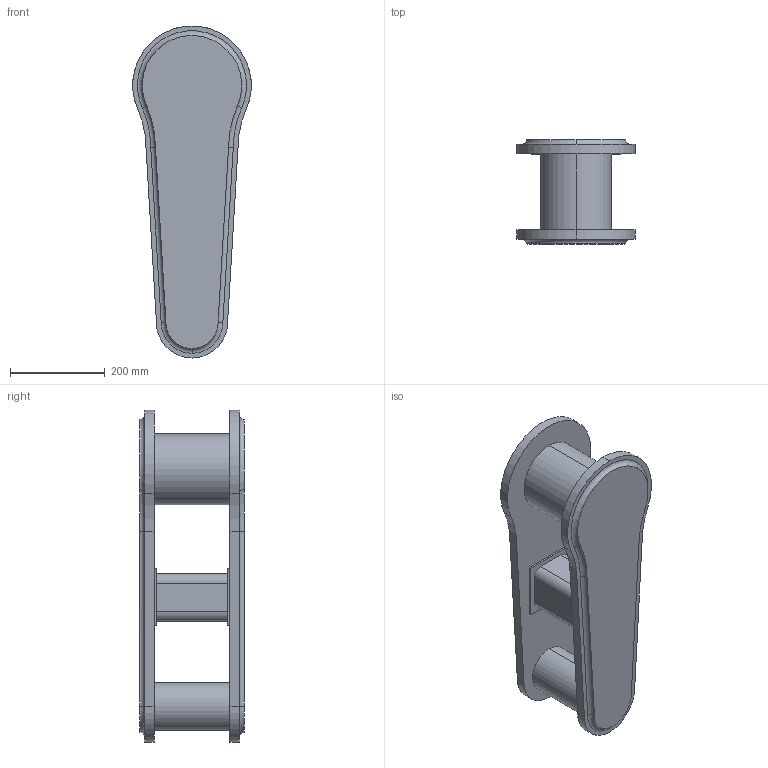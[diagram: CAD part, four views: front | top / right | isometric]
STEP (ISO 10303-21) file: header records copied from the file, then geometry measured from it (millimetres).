
FILE_DESCRIPTION (( 'STEP AP203' ), '1' );
FILE_NAME ('Pièce3_Défaut_sldprt.STEP', '2025-04-13T22:22:40', ( '' ), ( '' ), 'SwSTEP 2.0', 'SolidWorks 2024', '' );
FILE_SCHEMA (( 'CONFIG_CONTROL_DESIGN' ));
Length unit declared in the file: millimetre
Products named in the file (1): Pièce3_Défaut_sldprt
Bounding box: 249.32 x 220 x 700 mm (x, y, z)
Volume: 12652921.8 mm3; surface area: 700511.6 mm2
Topology: 1 solids, 1 shells, 60 faces, 156 edges, 100 vertices
Faces by surface type: plane 24, cylinder 22, torus 10, sphere 4
Entity records: 2115 total; most frequent: CARTESIAN_POINT 525, DIRECTION 336, ORIENTED_EDGE 304, EDGE_CURVE 152, AXIS2_PLACEMENT_3D 131, VERTEX_POINT 100, VECTOR 74, LINE 74
